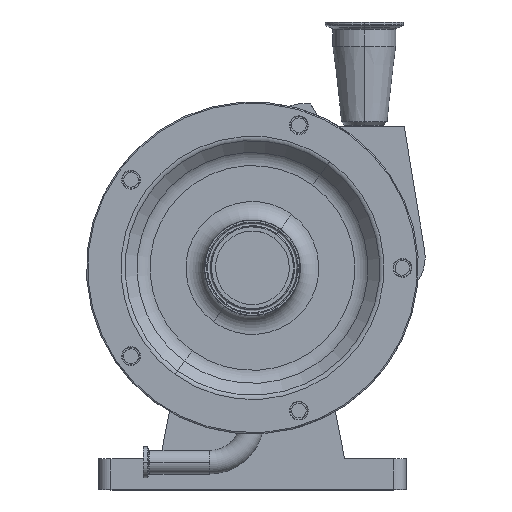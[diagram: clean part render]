
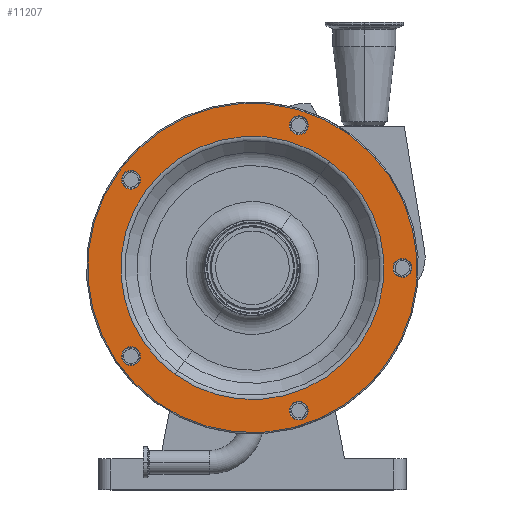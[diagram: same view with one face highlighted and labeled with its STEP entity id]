
A CAD part, top view. The second image highlights one B-rep face of the part: STEP entity #11207.
In plain terms, the highlighted planar face has unit normal (0, 0, 1).
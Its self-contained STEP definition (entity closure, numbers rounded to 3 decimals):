
#59 = CIRCLE ( 'NONE', #5792, 7.644 ) ;
#123 = VERTEX_POINT ( 'NONE', #182 ) ;
#182 = CARTESIAN_POINT ( 'NONE',  ( 42.193, -109.845, 209.5 ) ) ;
#547 = ORIENTED_EDGE ( 'NONE', *, *, #2196, .T. ) ;
#558 = DIRECTION ( 'NONE',  ( 0., 0., -1. ) ) ;
#570 = ORIENTED_EDGE ( 'NONE', *, *, #10483, .T. ) ;
#593 = FACE_BOUND ( 'NONE', #6835, .T. ) ;
#938 = EDGE_CURVE ( 'NONE', #1869, #6798, #5966, .T. ) ;
#963 = EDGE_CURVE ( 'NONE', #7906, #2777, #6151, .T. ) ;
#967 = AXIS2_PLACEMENT_3D ( 'NONE', #1716, #558, #4100 ) ;
#991 = ORIENTED_EDGE ( 'NONE', *, *, #9410, .T. ) ;
#1300 = DIRECTION ( 'NONE',  ( -0.588, -0.809, 0. ) ) ;
#1354 = FACE_BOUND ( 'NONE', #4832, .T. ) ;
#1409 = FACE_BOUND ( 'NONE', #7775, .T. ) ;
#1468 = FACE_OUTER_BOUND ( 'NONE', #4597, .T. ) ;
#1496 = CARTESIAN_POINT ( 'NONE',  ( -94.207, -65.526, 209.5 ) ) ;
#1544 = CIRCLE ( 'NONE', #1927, 7.644 ) ;
#1716 = CARTESIAN_POINT ( 'NONE',  ( 0., 0., 209.5 ) ) ;
#1718 = ORIENTED_EDGE ( 'NONE', *, *, #2743, .T. ) ;
#1730 = CARTESIAN_POINT ( 'NONE',  ( 117.507, -6.184, 209.5 ) ) ;
#1732 = CIRCLE ( 'NONE', #3216, 107.071 ) ;
#1869 = VERTEX_POINT ( 'NONE', #3478 ) ;
#1927 = AXIS2_PLACEMENT_3D ( 'NONE', #7248, #10789, #10670 ) ;
#2001 = AXIS2_PLACEMENT_3D ( 'NONE', #9085, #10856, #9999 ) ;
#2028 = CARTESIAN_POINT ( 'NONE',  ( 62.935, 86.622, 209.5 ) ) ;
#2148 = VERTEX_POINT ( 'NONE', #10332 ) ;
#2174 = DIRECTION ( 'NONE',  ( 0., 0., -1. ) ) ;
#2196 = EDGE_CURVE ( 'NONE', #7234, #123, #9552, .T. ) ;
#2208 = CARTESIAN_POINT ( 'NONE',  ( 0., 0., 209.5 ) ) ;
#2231 = FACE_BOUND ( 'NONE', #3174, .T. ) ;
#2285 = ORIENTED_EDGE ( 'NONE', *, *, #6471, .T. ) ;
#2552 = CARTESIAN_POINT ( 'NONE',  ( 37.7, -116.029, 209.5 ) ) ;
#2570 = CARTESIAN_POINT ( 'NONE',  ( -62.935, -86.622, 209.5 ) ) ;
#2646 = EDGE_CURVE ( 'NONE', #2777, #7906, #8845, .T. ) ;
#2743 = EDGE_CURVE ( 'NONE', #2148, #7960, #5579, .T. ) ;
#2776 = AXIS2_PLACEMENT_3D ( 'NONE', #5819, #3345, #11075 ) ;
#2777 = VERTEX_POINT ( 'NONE', #5911 ) ;
#2876 = DIRECTION ( 'NONE',  ( 0., 0., -1. ) ) ;
#2937 = ORIENTED_EDGE ( 'NONE', *, *, #2646, .T. ) ;
#3046 = PLANE ( 'NONE',  #6341 ) ;
#3174 = EDGE_LOOP ( 'NONE', ( #4889, #570 ) ) ;
#3216 = AXIS2_PLACEMENT_3D ( 'NONE', #2208, #3946, #10758 ) ;
#3273 = CARTESIAN_POINT ( 'NONE',  ( -108.408, 78.763, 209.5 ) ) ;
#3297 = ORIENTED_EDGE ( 'NONE', *, *, #963, .T. ) ;
#3345 = DIRECTION ( 'NONE',  ( 0., 0., -1. ) ) ;
#3478 = CARTESIAN_POINT ( 'NONE',  ( 42.193, 122.213, 209.5 ) ) ;
#3674 = ORIENTED_EDGE ( 'NONE', *, *, #5322, .T. ) ;
#3794 = ORIENTED_EDGE ( 'NONE', *, *, #7315, .F. ) ;
#3911 = DIRECTION ( 'NONE',  ( 0., 0., -1. ) ) ;
#3914 = AXIS2_PLACEMENT_3D ( 'NONE', #9684, #5467, #4437 ) ;
#3920 = AXIS2_PLACEMENT_3D ( 'NONE', #10027, #5691, #5801 ) ;
#3946 = DIRECTION ( 'NONE',  ( 0., 0., -1. ) ) ;
#4046 = CARTESIAN_POINT ( 'NONE',  ( -94.207, 77.894, 209.5 ) ) ;
#4100 = DIRECTION ( 'NONE',  ( -0.588, -0.809, 0. ) ) ;
#4387 = DIRECTION ( 'NONE',  ( 0., 0., -1. ) ) ;
#4431 = CARTESIAN_POINT ( 'NONE',  ( -98.7, 71.71, 209.5 ) ) ;
#4437 = DIRECTION ( 'NONE',  ( -0.588, -0.809, 0. ) ) ;
#4522 = VERTEX_POINT ( 'NONE', #2570 ) ;
#4578 = EDGE_LOOP ( 'NONE', ( #6824, #11169 ) ) ;
#4597 = EDGE_LOOP ( 'NONE', ( #10301, #3794 ) ) ;
#4813 = AXIS2_PLACEMENT_3D ( 'NONE', #7236, #2876, #10720 ) ;
#4832 = EDGE_LOOP ( 'NONE', ( #3674, #991 ) ) ;
#4889 = ORIENTED_EDGE ( 'NONE', *, *, #8345, .T. ) ;
#5053 = EDGE_LOOP ( 'NONE', ( #7144, #547 ) ) ;
#5245 = CARTESIAN_POINT ( 'NONE',  ( -103.193, 65.526, 209.5 ) ) ;
#5322 = EDGE_CURVE ( 'NONE', #9256, #8464, #10959, .T. ) ;
#5467 = DIRECTION ( 'NONE',  ( 0., 0., -1. ) ) ;
#5579 = CIRCLE ( 'NONE', #3920, 7.644 ) ;
#5691 = DIRECTION ( 'NONE',  ( 0., 0., -1. ) ) ;
#5695 = DIRECTION ( 'NONE',  ( 0., 0., -1. ) ) ;
#5792 = AXIS2_PLACEMENT_3D ( 'NONE', #5878, #4387, #7817 ) ;
#5801 = DIRECTION ( 'NONE',  ( -0.588, -0.809, 0. ) ) ;
#5819 = CARTESIAN_POINT ( 'NONE',  ( 122., 0., 209.5 ) ) ;
#5878 = CARTESIAN_POINT ( 'NONE',  ( -98.7, 71.71, 209.5 ) ) ;
#5911 = CARTESIAN_POINT ( 'NONE',  ( -103.193, -77.894, 209.5 ) ) ;
#5964 = EDGE_CURVE ( 'NONE', #123, #7234, #6042, .T. ) ;
#5966 = CIRCLE ( 'NONE', #6505, 7.644 ) ;
#6042 = CIRCLE ( 'NONE', #2001, 7.644 ) ;
#6151 = CIRCLE ( 'NONE', #6332, 7.644 ) ;
#6263 = AXIS2_PLACEMENT_3D ( 'NONE', #8366, #7567, #7507 ) ;
#6318 = CARTESIAN_POINT ( 'NONE',  ( 37.7, 116.029, 209.5 ) ) ;
#6332 = AXIS2_PLACEMENT_3D ( 'NONE', #7352, #5695, #1300 ) ;
#6341 = AXIS2_PLACEMENT_3D ( 'NONE', #3273, #3911, #9970 ) ;
#6471 = EDGE_CURVE ( 'NONE', #7960, #2148, #7345, .T. ) ;
#6505 = AXIS2_PLACEMENT_3D ( 'NONE', #6318, #2174, #9920 ) ;
#6606 = CARTESIAN_POINT ( 'NONE',  ( -78.763, -108.408, 209.5 ) ) ;
#6709 = FACE_BOUND ( 'NONE', #5053, .T. ) ;
#6798 = VERTEX_POINT ( 'NONE', #7296 ) ;
#6824 = ORIENTED_EDGE ( 'NONE', *, *, #938, .T. ) ;
#6835 = EDGE_LOOP ( 'NONE', ( #1718, #2285 ) ) ;
#6846 = DIRECTION ( 'NONE',  ( 0., 0., -1. ) ) ;
#7004 = DIRECTION ( 'NONE',  ( 0., 0., -1. ) ) ;
#7144 = ORIENTED_EDGE ( 'NONE', *, *, #5964, .T. ) ;
#7192 = AXIS2_PLACEMENT_3D ( 'NONE', #2552, #6846, #9473 ) ;
#7234 = VERTEX_POINT ( 'NONE', #9155 ) ;
#7236 = CARTESIAN_POINT ( 'NONE',  ( 0., 0., 209.5 ) ) ;
#7248 = CARTESIAN_POINT ( 'NONE',  ( 37.7, 116.029, 209.5 ) ) ;
#7252 = EDGE_CURVE ( 'NONE', #10926, #7397, #7371, .T. ) ;
#7296 = CARTESIAN_POINT ( 'NONE',  ( 33.207, 109.845, 209.5 ) ) ;
#7315 = EDGE_CURVE ( 'NONE', #7397, #10926, #8284, .T. ) ;
#7345 = CIRCLE ( 'NONE', #2776, 7.644 ) ;
#7352 = CARTESIAN_POINT ( 'NONE',  ( -98.7, -71.71, 209.5 ) ) ;
#7371 = CIRCLE ( 'NONE', #6263, 134. ) ;
#7397 = VERTEX_POINT ( 'NONE', #8262 ) ;
#7507 = DIRECTION ( 'NONE',  ( -0.588, -0.809, 0. ) ) ;
#7567 = DIRECTION ( 'NONE',  ( 0., 0., -1. ) ) ;
#7749 = DIRECTION ( 'NONE',  ( -0.588, -0.809, 0. ) ) ;
#7775 = EDGE_LOOP ( 'NONE', ( #3297, #2937 ) ) ;
#7817 = DIRECTION ( 'NONE',  ( -0.588, -0.809, 0. ) ) ;
#7906 = VERTEX_POINT ( 'NONE', #1496 ) ;
#7960 = VERTEX_POINT ( 'NONE', #1730 ) ;
#8262 = CARTESIAN_POINT ( 'NONE',  ( 78.763, 108.408, 209.5 ) ) ;
#8284 = CIRCLE ( 'NONE', #4813, 134. ) ;
#8345 = EDGE_CURVE ( 'NONE', #4522, #9097, #11063, .T. ) ;
#8366 = CARTESIAN_POINT ( 'NONE',  ( 0., 0., 209.5 ) ) ;
#8464 = VERTEX_POINT ( 'NONE', #5245 ) ;
#8845 = CIRCLE ( 'NONE', #3914, 7.644 ) ;
#9085 = CARTESIAN_POINT ( 'NONE',  ( 37.7, -116.029, 209.5 ) ) ;
#9097 = VERTEX_POINT ( 'NONE', #2028 ) ;
#9155 = CARTESIAN_POINT ( 'NONE',  ( 33.207, -122.213, 209.5 ) ) ;
#9256 = VERTEX_POINT ( 'NONE', #4046 ) ;
#9410 = EDGE_CURVE ( 'NONE', #8464, #9256, #59, .T. ) ;
#9473 = DIRECTION ( 'NONE',  ( -0.588, -0.809, 0. ) ) ;
#9552 = CIRCLE ( 'NONE', #7192, 7.644 ) ;
#9684 = CARTESIAN_POINT ( 'NONE',  ( -98.7, -71.71, 209.5 ) ) ;
#9853 = AXIS2_PLACEMENT_3D ( 'NONE', #4431, #7004, #7749 ) ;
#9920 = DIRECTION ( 'NONE',  ( -0.588, -0.809, 0. ) ) ;
#9970 = DIRECTION ( 'NONE',  ( -0.588, -0.809, 0. ) ) ;
#9999 = DIRECTION ( 'NONE',  ( -0.588, -0.809, 0. ) ) ;
#10027 = CARTESIAN_POINT ( 'NONE',  ( 122., 0., 209.5 ) ) ;
#10301 = ORIENTED_EDGE ( 'NONE', *, *, #7252, .F. ) ;
#10332 = CARTESIAN_POINT ( 'NONE',  ( 126.493, 6.184, 209.5 ) ) ;
#10483 = EDGE_CURVE ( 'NONE', #9097, #4522, #1732, .T. ) ;
#10670 = DIRECTION ( 'NONE',  ( -0.588, -0.809, 0. ) ) ;
#10720 = DIRECTION ( 'NONE',  ( -0.588, -0.809, 0. ) ) ;
#10758 = DIRECTION ( 'NONE',  ( -0.588, -0.809, 0. ) ) ;
#10759 = EDGE_CURVE ( 'NONE', #6798, #1869, #1544, .T. ) ;
#10789 = DIRECTION ( 'NONE',  ( 0., 0., -1. ) ) ;
#10856 = DIRECTION ( 'NONE',  ( 0., 0., -1. ) ) ;
#10889 = FACE_BOUND ( 'NONE', #4578, .T. ) ;
#10926 = VERTEX_POINT ( 'NONE', #6606 ) ;
#10959 = CIRCLE ( 'NONE', #9853, 7.644 ) ;
#11063 = CIRCLE ( 'NONE', #967, 107.071 ) ;
#11075 = DIRECTION ( 'NONE',  ( -0.588, -0.809, 0. ) ) ;
#11169 = ORIENTED_EDGE ( 'NONE', *, *, #10759, .T. ) ;
#11207 = ADVANCED_FACE ( 'NONE', ( #10889, #593, #6709, #1409, #1354, #1468, #2231 ), #3046, .F. ) ;
